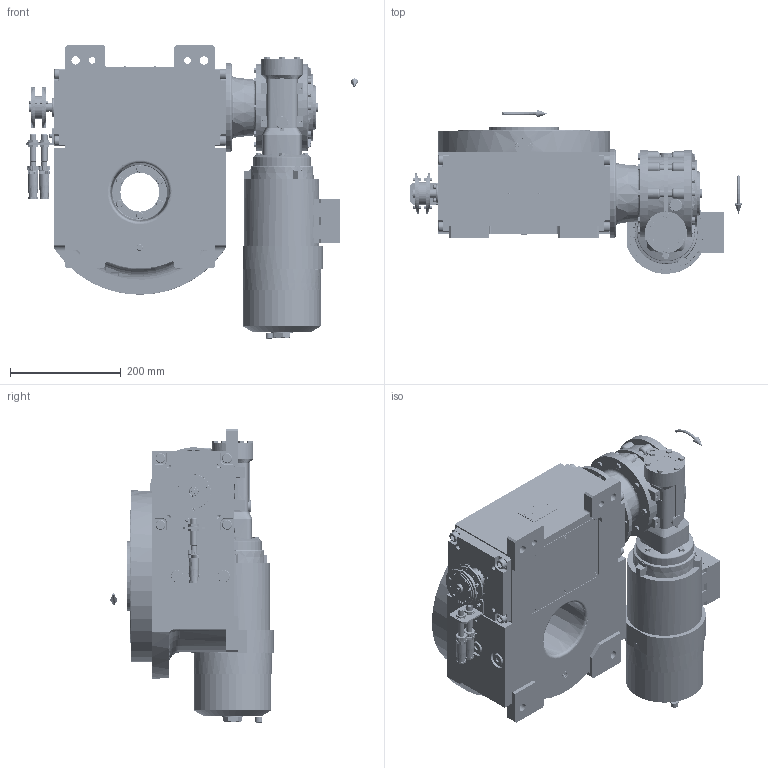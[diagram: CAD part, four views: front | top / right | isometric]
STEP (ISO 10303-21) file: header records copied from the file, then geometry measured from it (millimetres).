
FILE_DESCRIPTION (( 'STEP AP203' ), '1' );
FILE_NAME ('PC5201943.step', '2026-03-18T14:32:58', ( '' ), ( '' ), 'SwSTEP 2.0', 'SolidWorks 2020', '' );
FILE_SCHEMA (( 'CONFIG_CONTROL_DESIGN' ));
Length unit declared in the file: millimetre
Products named in the file (95): cfn2000_01_099; cfn2003_01_054; cfn2055_01_002; rig09_071_8_m.stp; CFN2000_01_185.stp; AS_900_38_30_003; freccia_angolare_albero; cfn2104_01_018; rig09_001_a; AS_rig09_002_bl; cfn2000_01_126; rig09_007_master; 900_38_30_003; CFN2203_02_002.stp; CFN2155_01_195.stp; CFN2223_02_003.stp; RMI70_F3_LCB_SX_71B14; RIG09_021_AF0.stp; cfn2000_01_081; BA71B14; rig09_003_8; RIG09_005_ASM.stp; cfn2151_01_115; PC5201943; CFN2223_02_004.stp; cfn2128_19_002; cfn2107_01_001; cfn2070_05_009; AS_rig09_004; CFN2010_02_002.stp; cfn2400_04_024; cfn2000_01_184; AS_cfn2476_01_002_60x46; olio_agip_blasia_150; cfn2128_04_002; RIG09_005_AF0.stp; AS_rig09_016; rig09_004; 900_00_00_005; cfn2151_01_170 ...
Assembly tree (87 placements, depth 5):
  rig09_007_master
  CFN2203_02_002.stp
  CFN2223_02_003.stp
  cfn2151_01_115
  PC5201943
    rig09_001_a
    AS_cfn2476_01_002_60x46
      cfn2476_01_002_60x46
      cfn2107_01_001
      cfn2107_01_001
    AS_rig09_071_8_m
      rig09_071_8_m.stp
        RIG09_005_ASM.stp
          RIG09_005_AF0.stp
          RIG09_021_AF0.stp
          CFN2000_01_185.stp
          CFN2000_01_185.stp
          CFN2104_02_018.stp
        CFN2155_01_195.stp
        CFN2010_02_002.stp
      rig09_003_8
      cfn2000_01_099
      cfn2000_01_099
      cfn2000_01_099
      cfn2000_01_099
      cfn2000_01_099
      cfn2000_01_099
      cfn2000_01_099
      cfn2000_01_099
      cfn2104_01_018  x2
    AS_rig09_017
      rig09_017
      cfn2000_01_126
      cfn2000_01_126
      cfn2000_01_126
      cfn2000_01_126
      cfn2000_01_126
      cfn2000_01_126
      cfn2155_01_196
    AS_rig09_004
      rig09_004
      cfn2000_01_081
      cfn2155_01_095
      cfn2070_05_009
      cfn2000_01_081
      cfn2000_01_081
      cfn2000_01_081
    AS_rig09_004
      rig09_004
      cfn2000_01_081
      cfn2155_01_095
      cfn2070_05_009
      cfn2000_01_081
      cfn2000_01_081
      cfn2000_01_081
    AS_rig09_002_bl
      rig09_002_bl
      cfn2115_01_006
    cfn2128_04_002  x3
    cfn2128_19_002
Bounding box: 599.5 x 295.5 x 529.17 mm (x, y, z)
Volume: 11290677.2 mm3; surface area: 1789719.3 mm2
Topology: 75 solids, 75 shells, 6249 faces, 15873 edges, 10056 vertices
Faces by surface type: plane 2905, cylinder 1986, cone 1058, torus 286, bspline 10, sphere 4
Entity records: 184722 total; most frequent: CARTESIAN_POINT 52233, ORIENTED_EDGE 25744, DIRECTION 25457, EDGE_CURVE 12872, AXIS2_PLACEMENT_3D 9456, VERTEX_POINT 8227, VECTOR 6545, LINE 6545
